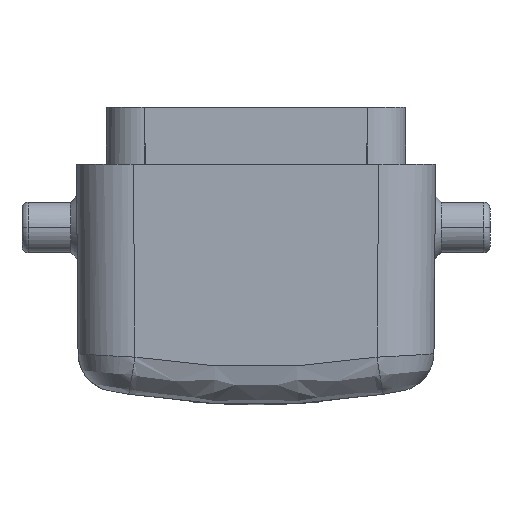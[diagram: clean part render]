
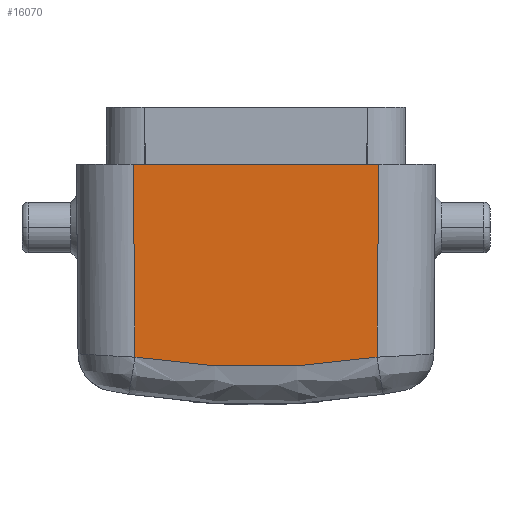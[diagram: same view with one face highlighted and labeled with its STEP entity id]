
A CAD part, left-side view. The second image highlights one B-rep face of the part: STEP entity #16070.
In plain terms, the highlighted face is planar.
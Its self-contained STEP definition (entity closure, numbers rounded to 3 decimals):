
#2190=CARTESIAN_POINT('',(-23.7,9.7,22.3));
#2200=VERTEX_POINT('',#2190);
#2230=CARTESIAN_POINT('',(-23.7,14.2,22.3));
#2240=DIRECTION('',(0.,-1.,0.));
#2250=VECTOR('',#2240,1.);
#2260=LINE('',#2230,#2250);
#2270=CARTESIAN_POINT('',(-23.7,-9.7,22.3));
#2280=VERTEX_POINT('',#2270);
#2290=EDGE_CURVE('',#2200,#2280,#2260,.T.);
#15700=CARTESIAN_POINT('',(-23.7,12.975,22.3));
#15710=DIRECTION('',(1.,0.,
-0.009));
#15720=DIRECTION('',(-0.009,0.,
-1.));
#15730=AXIS2_PLACEMENT_3D('',#15700,#15710,#15720);
#15740=PLANE('',#15730);
#15750=CARTESIAN_POINT('',(-23.7,-9.7,
22.339));
#15760=DIRECTION('',(-0.009,-0.009,
-1.));
#15770=VECTOR('',#15760,1.);
#15780=LINE('',#15750,#15770);
#15790=CARTESIAN_POINT('',(-23.567,-9.567,
37.545));
#15800=VERTEX_POINT('',#15790);
#15810=EDGE_CURVE('',#15800,#2280,#15780,.T.);
#15820=ORIENTED_EDGE('',*,*,#15810,.F.);
#15830=ORIENTED_EDGE('',*,*,#2290,.T.);
#15840=CARTESIAN_POINT('',(-23.7,9.7,
22.339));
#15850=DIRECTION('',(0.009,-0.009,
1.));
#15860=VECTOR('',#15850,1.);
#15870=LINE('',#15840,#15860);
#15880=CARTESIAN_POINT('',(-23.567,9.567,
37.545));
#15890=VERTEX_POINT('',#15880);
#15900=EDGE_CURVE('',#2200,#15890,#15870,.T.);
#15910=ORIENTED_EDGE('',*,*,#15900,.F.);
#15920=CARTESIAN_POINT('',(-23.567,9.567,
37.545));
#15930=CARTESIAN_POINT('',(-23.567,9.432,
37.568));
#15940=CARTESIAN_POINT('',(-23.567,9.296,
37.589));
#15950=CARTESIAN_POINT('',(-23.562,6.133,
38.087));
#15960=CARTESIAN_POINT('',(-23.56,3.07,
38.326));
#15970=CARTESIAN_POINT('',(-23.56,-3.07,
38.326));
#15980=CARTESIAN_POINT('',(-23.562,-6.133,
38.087));
#15990=CARTESIAN_POINT('',(-23.567,-9.296,
37.589));
#16000=CARTESIAN_POINT('',(-23.567,-9.432,
37.568));
#16010=CARTESIAN_POINT('',(-23.567,-9.567,
37.545));
#16020=B_SPLINE_CURVE_WITH_KNOTS('',3,(#15920,#15930,#15940,#15950,
#15960,#15970,#15980,#15990,#16000,#16010),.UNSPECIFIED.,.F.,.F.,(4,2,2,
2,4),(0.,0.423,9.855,19.288,
19.71),.UNSPECIFIED.);
#16030=EDGE_CURVE('',#15890,#15800,#16020,.T.);
#16040=ORIENTED_EDGE('',*,*,#16030,.F.);
#16050=EDGE_LOOP('',(#16040,#15910,#15830,#15820));
#16060=FACE_OUTER_BOUND('',#16050,.T.);
#16070=ADVANCED_FACE('',(#16060),#15740,.F.);
